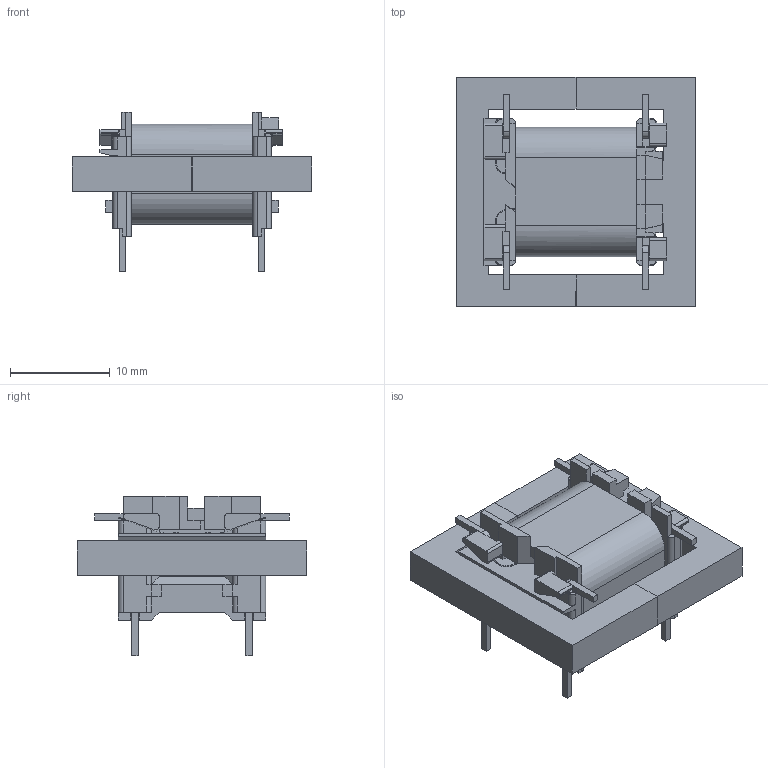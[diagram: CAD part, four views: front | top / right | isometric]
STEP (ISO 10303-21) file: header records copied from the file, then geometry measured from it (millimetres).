
FILE_DESCRIPTION( ( 'Unknown' ), '1' );
FILE_NAME( '750082111.stp', 'Unknown', ( 'Unknown' ), ( 'Unknown' ), 'XStep 1.0', 'Unknown', ' ' );
FILE_SCHEMA( ( 'automotive_design' ) );
Length unit declared in the file: millimetre
Products named in the file (3): Assem1; Gehäuse; Kern
Bounding box: 24 x 23 x 16.01 mm (x, y, z)
Volume: 5150.4 mm3; surface area: 5888 mm2
Topology: 5 solids, 5 shells, 670 faces, 1784 edges, 1120 vertices
Faces by surface type: plane 498, cylinder 144, torus 28
Full cylindrical faces by diameter (mm): 0.1 x32, 0.919 x8
Entity records: 9978 total; most frequent: CARTESIAN_POINT 1708, ORIENTED_EDGE 1668, DIRECTION 1664, EDGE_CURVE 834, LINE 668, VECTOR 668, VERTEX_POINT 542, AXIS2_PLACEMENT_3D 498
